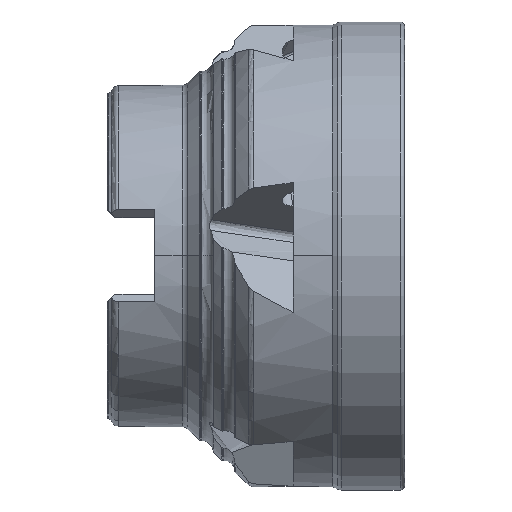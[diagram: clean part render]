
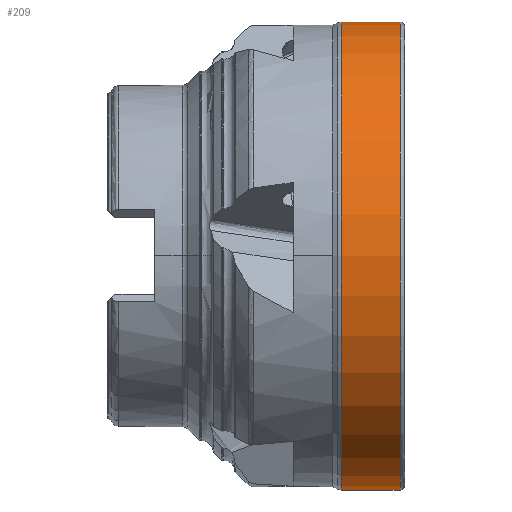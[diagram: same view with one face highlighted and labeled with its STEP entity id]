
A CAD part, top view. The second image highlights one B-rep face of the part: STEP entity #209.
In plain terms, the highlighted cylindrical face has radius 31.5 mm (diameter 63 mm), a partial arc.
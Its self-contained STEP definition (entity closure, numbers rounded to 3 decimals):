
#209 = ADVANCED_FACE ( 'NONE', ( #4410 ), #4415, .T. ) ;
#281 = VERTEX_POINT ( 'NONE', #4739 ) ;
#282 = VERTEX_POINT ( 'NONE', #4740 ) ;
#285 = VERTEX_POINT ( 'NONE', #4743 ) ;
#286 = VERTEX_POINT ( 'NONE', #4744 ) ;
#311 = EDGE_LOOP ( 'NONE', ( #572, #573, #574, #575 ) ) ;
#572 = ORIENTED_EDGE ( 'NONE', *, *, #953, .T. ) ;
#573 = ORIENTED_EDGE ( 'NONE', *, *, #954, .T. ) ;
#574 = ORIENTED_EDGE ( 'NONE', *, *, #949, .F. ) ;
#575 = ORIENTED_EDGE ( 'NONE', *, *, #955, .F. ) ;
#949 = EDGE_CURVE ( 'NONE', #281, #282, #4325, .T. ) ;
#953 = EDGE_CURVE ( 'NONE', #285, #286, #4326, .T. ) ;
#954 = EDGE_CURVE ( 'NONE', #286, #282, #4913, .T. ) ;
#955 = EDGE_CURVE ( 'NONE', #285, #281, #4918, .T. ) ;
#4263 = AXIS2_PLACEMENT_3D ( 'NONE', #4416, #4413, #4418 ) ;
#4322 = VECTOR ( 'NONE', #4917, 1000. ) ;
#4324 = AXIS2_PLACEMENT_3D ( 'NONE', #4900, #4901, #4902 ) ;
#4325 = CIRCLE ( 'NONE', #4324, 31.5 ) ;
#4326 = CIRCLE ( 'NONE', #4331, 31.5 ) ;
#4331 = AXIS2_PLACEMENT_3D ( 'NONE', #4914, #4915, #4916 ) ;
#4332 = VECTOR ( 'NONE', #4920, 1000. ) ;
#4410 = FACE_OUTER_BOUND ( 'NONE', #311, .T. ) ;
#4413 = DIRECTION ( 'NONE',  ( 1., 0., 0. ) ) ;
#4415 = CYLINDRICAL_SURFACE ( 'NONE', #4263, 31.5 ) ;
#4416 = CARTESIAN_POINT ( 'NONE',  ( 5.796, 0., 0. ) ) ;
#4418 = DIRECTION ( 'NONE',  ( 0., 1., 0. ) ) ;
#4739 = CARTESIAN_POINT ( 'NONE',  ( 1.149, 31.5, 0. ) ) ;
#4740 = CARTESIAN_POINT ( 'NONE',  ( 1.149, -31.5, 0. ) ) ;
#4743 = CARTESIAN_POINT ( 'NONE',  ( -6.782, 31.5, 0. ) ) ;
#4744 = CARTESIAN_POINT ( 'NONE',  ( -6.782, -31.5, 0. ) ) ;
#4900 = CARTESIAN_POINT ( 'NONE',  ( 1.149, 0., 0. ) ) ;
#4901 = DIRECTION ( 'NONE',  ( 1., 0., 0. ) ) ;
#4902 = DIRECTION ( 'NONE',  ( 0., 1., 0. ) ) ;
#4909 = CARTESIAN_POINT ( 'NONE',  ( 5.796, -31.5, 0. ) ) ;
#4913 = LINE ( 'NONE', #4909, #4322 ) ;
#4914 = CARTESIAN_POINT ( 'NONE',  ( -6.782, 0., 0. ) ) ;
#4915 = DIRECTION ( 'NONE',  ( 1., 0., 0. ) ) ;
#4916 = DIRECTION ( 'NONE',  ( 0., 1., 0. ) ) ;
#4917 = DIRECTION ( 'NONE',  ( 1., 0., 0. ) ) ;
#4918 = LINE ( 'NONE', #4919, #4332 ) ;
#4919 = CARTESIAN_POINT ( 'NONE',  ( 5.796, 31.5, 0. ) ) ;
#4920 = DIRECTION ( 'NONE',  ( 1., 0., 0. ) ) ;
